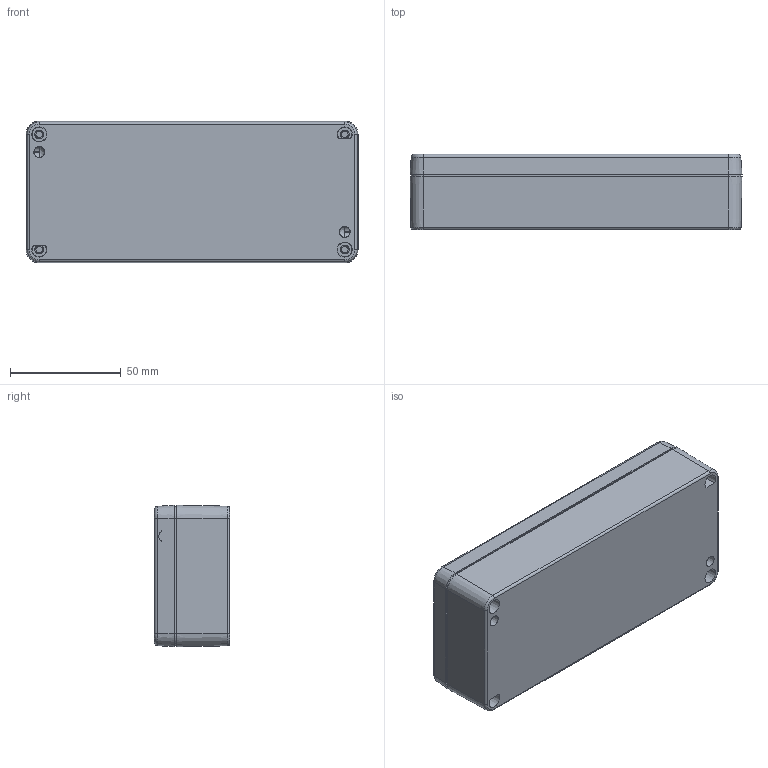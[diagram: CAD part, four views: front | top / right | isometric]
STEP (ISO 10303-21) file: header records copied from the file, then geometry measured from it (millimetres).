
FILE_DESCRIPTION( ( 'STEP AP214' ), '1' );
FILE_NAME( '15000401.stp', '2020-07-23T16:10:49', ( 'License CC BY-ND 4.0' ), ( 'CADENAS' ), ' ', 'PARTsolutions', ' ' );
FILE_SCHEMA( ( 'AUTOMOTIVE_DESIGN { 1 0 10303 214 1 1 1 1 }' ) );
Length unit declared in the file: millimetre
Products named in the file (11): 15000401; KASTEN_AL1506-3-1; KASTEN_AL1506-3; DECKEL_AL1506; SCHRAUBE_AL-GEH_M4X20; 1
Assembly tree (13 placements, depth 2):
  15000401
    KASTEN_AL1506-3-1
    KASTEN_AL1506-3-1
    KASTEN_AL1506-3
    DECKEL_AL1506
    SCHRAUBE_AL-GEH_M4X20  x4
    KASTEN_AL1506-3-1
    1
    1
    1
    1
Bounding box: 150 x 34 x 64 mm (x, y, z)
Volume: 99028.1 mm3; surface area: 71464.9 mm2
Topology: 6 solids, 26 shells, 564 faces, 1439 edges, 933 vertices
Faces by surface type: plane 212, cylinder 158, torus 102, cone 84, bspline 8
Full cylindrical faces by diameter (mm): 3 x4, 3.2 x2, 3.25 x4, 3.5 x8, 3.6 x2, 4 x16
Entity records: 16457 total; most frequent: CARTESIAN_POINT 4936, DIRECTION 2440, ORIENTED_EDGE 2162, EDGE_CURVE 1127, AXIS2_PLACEMENT_3D 978, VERTEX_POINT 770, EDGE_LOOP 624, FACE_OUTER_BOUND 487
